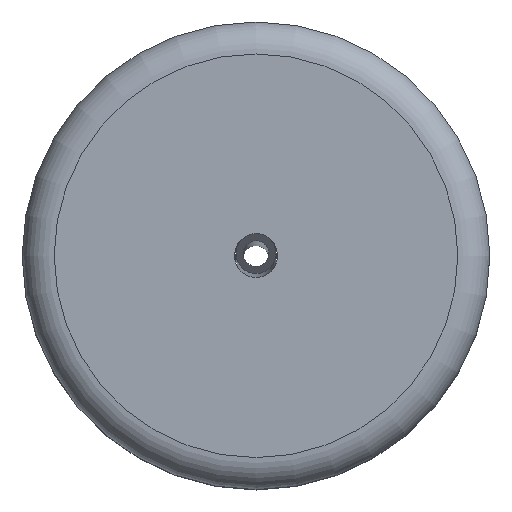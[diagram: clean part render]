
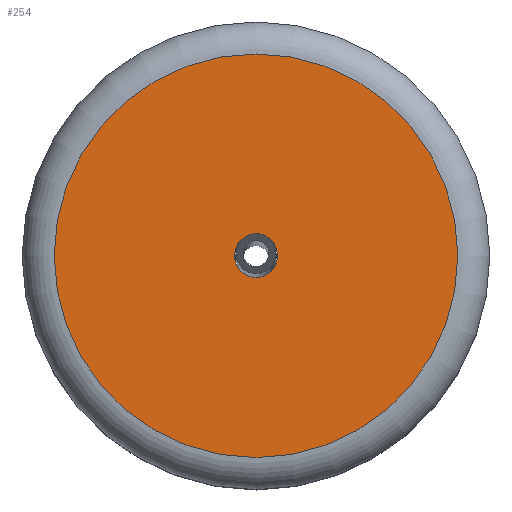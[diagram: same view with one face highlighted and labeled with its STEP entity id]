
A CAD part, top view. The second image highlights one B-rep face of the part: STEP entity #254.
In plain terms, the highlighted planar face has unit normal (0, 0, 1).
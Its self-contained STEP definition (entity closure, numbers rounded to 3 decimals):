
#16=CIRCLE('',#296,6.3);
#17=CIRCLE('',#297,6.3);
#18=CIRCLE('',#298,0.675);
#19=CIRCLE('',#299,0.675);
#58=FACE_BOUND('',#79,.T.);
#64=FACE_OUTER_BOUND('',#78,.T.);
#78=EDGE_LOOP('',(#180,#181));
#79=EDGE_LOOP('',(#182,#183));
#104=VERTEX_POINT('',#443);
#105=VERTEX_POINT('',#444);
#106=VERTEX_POINT('',#447);
#107=VERTEX_POINT('',#448);
#134=EDGE_CURVE('',#104,#105,#16,.T.);
#135=EDGE_CURVE('',#105,#104,#17,.T.);
#136=EDGE_CURVE('',#106,#107,#18,.T.);
#137=EDGE_CURVE('',#107,#106,#19,.T.);
#180=ORIENTED_EDGE('',*,*,#134,.F.);
#181=ORIENTED_EDGE('',*,*,#135,.F.);
#182=ORIENTED_EDGE('',*,*,#136,.T.);
#183=ORIENTED_EDGE('',*,*,#137,.T.);
#234=PLANE('',#295);
#254=ADVANCED_FACE('',(#64,#58),#234,.T.);
#295=AXIS2_PLACEMENT_3D('',#442,#354,#355);
#296=AXIS2_PLACEMENT_3D('',#445,#356,#357);
#297=AXIS2_PLACEMENT_3D('',#446,#358,#359);
#298=AXIS2_PLACEMENT_3D('',#449,#360,#361);
#299=AXIS2_PLACEMENT_3D('',#450,#362,#363);
#354=DIRECTION('center_axis',(0.,0.,
1.));
#355=DIRECTION('ref_axis',(1.,0.,0.));
#356=DIRECTION('center_axis',(0.,0.,
-1.));
#357=DIRECTION('ref_axis',(0.,1.,0.));
#358=DIRECTION('center_axis',(0.,0.,
-1.));
#359=DIRECTION('ref_axis',(0.,1.,0.));
#360=DIRECTION('center_axis',(0.,0.,
-1.));
#361=DIRECTION('ref_axis',(0.,1.,0.));
#362=DIRECTION('center_axis',(0.,0.,
-1.));
#363=DIRECTION('ref_axis',(0.,1.,0.));
#442=CARTESIAN_POINT('Origin',(-10.116,10.157,4.5));
#443=CARTESIAN_POINT('',(-10.116,12.97,4.5));
#444=CARTESIAN_POINT('',(-3.816,6.67,4.5));
#445=CARTESIAN_POINT('Origin',(-10.116,6.67,4.5));
#446=CARTESIAN_POINT('Origin',(-10.116,6.67,4.5));
#447=CARTESIAN_POINT('',(-10.116,7.345,4.5));
#448=CARTESIAN_POINT('',(-10.116,5.995,4.5));
#449=CARTESIAN_POINT('Origin',(-10.116,6.67,4.5));
#450=CARTESIAN_POINT('Origin',(-10.116,6.67,4.5));
